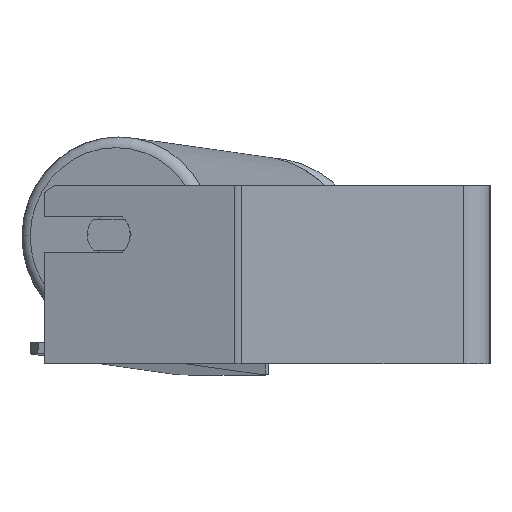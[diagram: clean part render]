
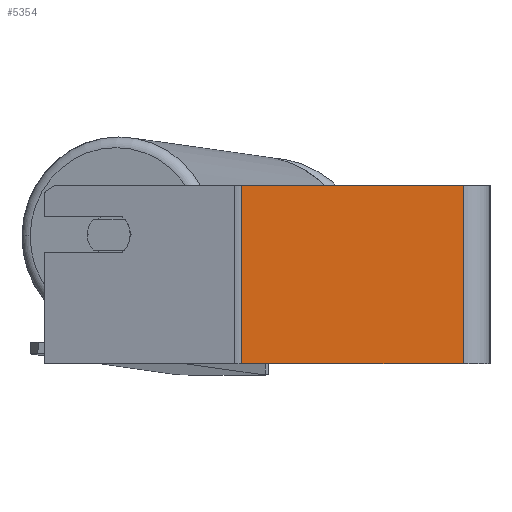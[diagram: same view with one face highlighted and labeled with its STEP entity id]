
A CAD part, left-side view. The second image highlights one B-rep face of the part: STEP entity #5354.
In plain terms, the highlighted planar face has unit normal (-1, 0, 0).
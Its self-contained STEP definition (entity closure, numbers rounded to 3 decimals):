
#131 = DIRECTION ( 'NONE',  ( 1., 0., 0. ) ) ;
#249 = VECTOR ( 'NONE', #5297, 1000. ) ;
#366 = LINE ( 'NONE', #8823, #249 ) ;
#663 = LINE ( 'NONE', #6924, #5414 ) ;
#848 = EDGE_LOOP ( 'NONE', ( #6261, #3822, #8065, #5534 ) ) ;
#1365 = DIRECTION ( 'NONE',  ( 0., 0., -1. ) ) ;
#1490 = EDGE_CURVE ( 'NONE', #2436, #7081, #366, .T. ) ;
#1516 = CARTESIAN_POINT ( 'NONE',  ( -430., 111.699, 40. ) ) ;
#2188 = AXIS2_PLACEMENT_3D ( 'NONE', #7119, #131, #1365 ) ;
#2436 = VERTEX_POINT ( 'NONE', #6249 ) ;
#2819 = EDGE_CURVE ( 'NONE', #3922, #2436, #3697, .T. ) ;
#2942 = EDGE_CURVE ( 'NONE', #3922, #6333, #4182, .T. ) ;
#3011 = CARTESIAN_POINT ( 'NONE',  ( -430., 113.279, 40. ) ) ;
#3359 = EDGE_CURVE ( 'NONE', #6333, #7081, #663, .T. ) ;
#3596 = PLANE ( 'NONE',  #2188 ) ;
#3697 = LINE ( 'NONE', #3011, #6694 ) ;
#3822 = ORIENTED_EDGE ( 'NONE', *, *, #1490, .F. ) ;
#3922 = VERTEX_POINT ( 'NONE', #1516 ) ;
#4047 = DIRECTION ( 'NONE',  ( 0., 0., -1. ) ) ;
#4182 = LINE ( 'NONE', #8901, #6143 ) ;
#4326 = FACE_OUTER_BOUND ( 'NONE', #848, .T. ) ;
#4830 = CARTESIAN_POINT ( 'NONE',  ( -430., 111.699, -40. ) ) ;
#5297 = DIRECTION ( 'NONE',  ( 0., 0., -1. ) ) ;
#5354 = ADVANCED_FACE ( 'NONE', ( #4326 ), #3596, .F. ) ;
#5414 = VECTOR ( 'NONE', #6786, 1000. ) ;
#5534 = ORIENTED_EDGE ( 'NONE', *, *, #2942, .T. ) ;
#6143 = VECTOR ( 'NONE', #4047, 1000. ) ;
#6249 = CARTESIAN_POINT ( 'NONE',  ( -430., 12., 40. ) ) ;
#6261 = ORIENTED_EDGE ( 'NONE', *, *, #3359, .T. ) ;
#6333 = VERTEX_POINT ( 'NONE', #4830 ) ;
#6510 = DIRECTION ( 'NONE',  ( 0., -1., 0. ) ) ;
#6694 = VECTOR ( 'NONE', #6510, 1000. ) ;
#6786 = DIRECTION ( 'NONE',  ( 0., -1., 0. ) ) ;
#6924 = CARTESIAN_POINT ( 'NONE',  ( -430., 113.279, -40. ) ) ;
#7081 = VERTEX_POINT ( 'NONE', #8197 ) ;
#7119 = CARTESIAN_POINT ( 'NONE',  ( -430., 113.279, 40. ) ) ;
#8065 = ORIENTED_EDGE ( 'NONE', *, *, #2819, .F. ) ;
#8197 = CARTESIAN_POINT ( 'NONE',  ( -430., 12., -40. ) ) ;
#8823 = CARTESIAN_POINT ( 'NONE',  ( -430., 12., 40. ) ) ;
#8901 = CARTESIAN_POINT ( 'NONE',  ( -430., 111.699, 40. ) ) ;
